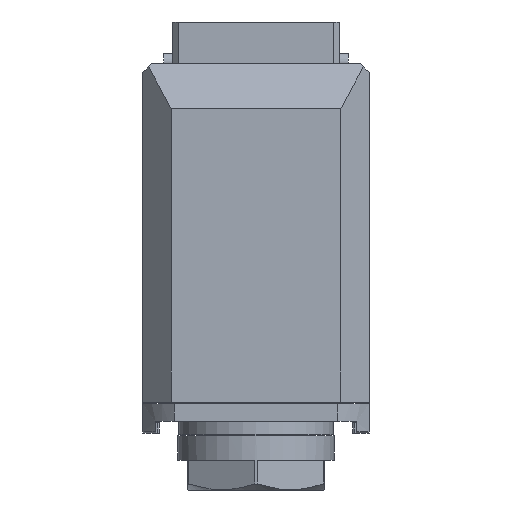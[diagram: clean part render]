
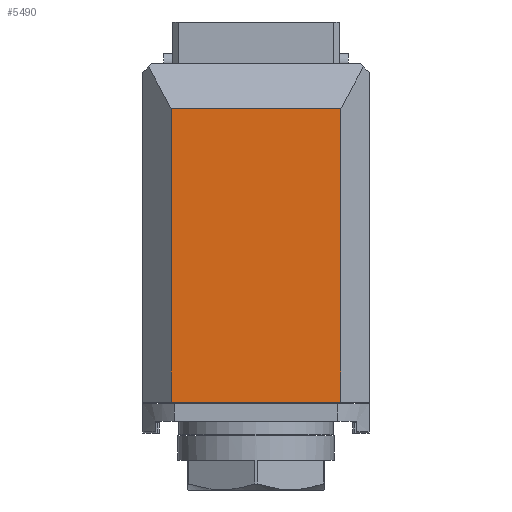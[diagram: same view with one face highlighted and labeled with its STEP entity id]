
A CAD part, left-side view. The second image highlights one B-rep face of the part: STEP entity #5490.
In plain terms, the highlighted planar face has unit normal (-1, 0, 0).
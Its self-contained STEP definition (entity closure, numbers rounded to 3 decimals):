
#316=DIRECTION('',(0.,-1.,0.));
#317=VECTOR('',#316,57.);
#318=CARTESIAN_POINT('',(-105.,28.5,40.5));
#319=LINE('',#318,#317);
#320=DIRECTION('',(0.,0.,-1.));
#321=VECTOR('',#320,98.5);
#322=CARTESIAN_POINT('',(-105.,-28.5,40.5));
#323=LINE('',#322,#321);
#324=DIRECTION('',(0.,1.,0.));
#325=VECTOR('',#324,57.);
#326=CARTESIAN_POINT('',(-105.,-28.5,-58.));
#327=LINE('',#326,#325);
#328=DIRECTION('',(0.,0.,-1.));
#329=VECTOR('',#328,98.5);
#330=CARTESIAN_POINT('',(-105.,28.5,40.5));
#331=LINE('',#330,#329);
#4487=CARTESIAN_POINT('',(-105.,-28.5,-58.));
#4489=VERTEX_POINT('',#4487);
#4491=CARTESIAN_POINT('',(-105.,28.5,-58.));
#4493=VERTEX_POINT('',#4491);
#4510=CARTESIAN_POINT('',(-105.,28.5,40.5));
#4511=CARTESIAN_POINT('',(-105.,-28.5,40.5));
#4512=VERTEX_POINT('',#4510);
#4513=VERTEX_POINT('',#4511);
#5477=CARTESIAN_POINT('',(-105.,0.,0.));
#5478=DIRECTION('',(1.,0.,0.));
#5479=DIRECTION('',(0.,-1.,0.));
#5480=AXIS2_PLACEMENT_3D('',#5477,#5478,#5479);
#5481=PLANE('',#5480);
#5482=ORIENTED_EDGE('',*,*,#5455,.T.);
#5484=ORIENTED_EDGE('',*,*,#5483,.T.);
#5486=ORIENTED_EDGE('',*,*,#5485,.T.);
#5487=ORIENTED_EDGE('',*,*,#5466,.F.);
#5488=EDGE_LOOP('',(#5482,#5484,#5486,#5487));
#5489=FACE_OUTER_BOUND('',#5488,.F.);
#5490=ADVANCED_FACE('',(#5489),#5481,.F.);
#5455=EDGE_CURVE('',#4512,#4513,#319,.T.);
#5466=EDGE_CURVE('',#4512,#4493,#331,.T.);
#5483=EDGE_CURVE('',#4513,#4489,#323,.T.);
#5485=EDGE_CURVE('',#4489,#4493,#327,.T.);
